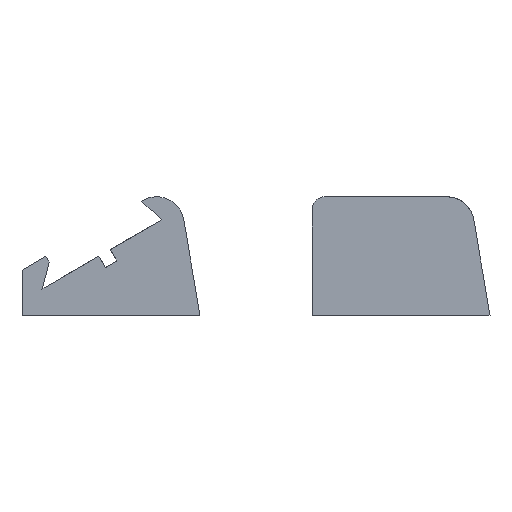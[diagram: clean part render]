
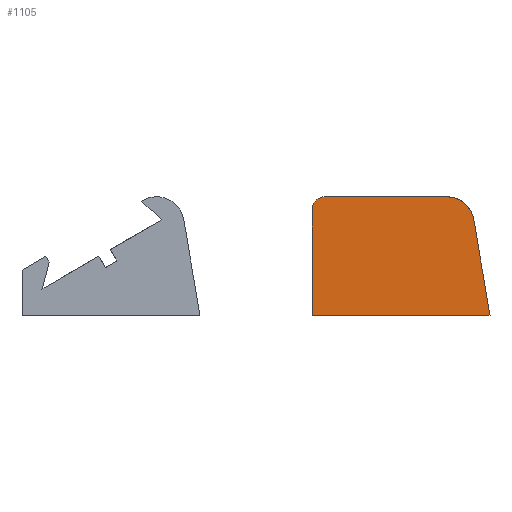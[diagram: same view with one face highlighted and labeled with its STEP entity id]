
A CAD part, front view. The second image highlights one B-rep face of the part: STEP entity #1105.
In plain terms, the highlighted planar face has unit normal (0, -1, 0).
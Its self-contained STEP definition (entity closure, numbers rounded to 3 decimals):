
#26=CIRCLE('',#1195,1.);
#28=CIRCLE('',#1200,2.1);
#70=FACE_OUTER_BOUND('',#129,.T.);
#129=EDGE_LOOP('',(#794,#795,#796,#797,#798,#799));
#214=LINE('',#1728,#324);
#218=LINE('',#1740,#328);
#219=LINE('',#1742,#329);
#220=LINE('',#1743,#330);
#324=VECTOR('',#1383,10.);
#328=VECTOR('',#1395,1.);
#329=VECTOR('',#1396,1.);
#330=VECTOR('',#1397,1.);
#469=VERTEX_POINT('',#1706);
#470=VERTEX_POINT('',#1708);
#477=VERTEX_POINT('',#1727);
#478=VERTEX_POINT('',#1731);
#481=VERTEX_POINT('',#1739);
#482=VERTEX_POINT('',#1741);
#591=EDGE_CURVE('',#469,#470,#26,.T.);
#601=EDGE_CURVE('',#477,#470,#214,.T.);
#603=EDGE_CURVE('',#477,#478,#28,.T.);
#607=EDGE_CURVE('',#481,#469,#218,.T.);
#608=EDGE_CURVE('',#482,#481,#219,.T.);
#609=EDGE_CURVE('',#478,#482,#220,.T.);
#794=ORIENTED_EDGE('',*,*,#591,.F.);
#795=ORIENTED_EDGE('',*,*,#607,.F.);
#796=ORIENTED_EDGE('',*,*,#608,.F.);
#797=ORIENTED_EDGE('',*,*,#609,.F.);
#798=ORIENTED_EDGE('',*,*,#603,.F.);
#799=ORIENTED_EDGE('',*,*,#601,.T.);
#1055=PLANE('',#1202);
#1105=ADVANCED_FACE('',(#70),#1055,.T.);
#1195=AXIS2_PLACEMENT_3D('',#1709,#1367,#1368);
#1200=AXIS2_PLACEMENT_3D('',#1732,#1387,#1388);
#1202=AXIS2_PLACEMENT_3D('',#1738,#1393,#1394);
#1367=DIRECTION('center_axis',(0.,1.,0.));
#1368=DIRECTION('ref_axis',(-0.707,0.,0.707));
#1383=DIRECTION('',(-1.,0.,0.));
#1387=DIRECTION('center_axis',(0.,1.,0.));
#1388=DIRECTION('ref_axis',(0.426,0.,0.905));
#1393=DIRECTION('center_axis',(0.,-1.,0.));
#1394=DIRECTION('ref_axis',(0.,0.,-1.));
#1395=DIRECTION('',(0.,0.,1.));
#1396=DIRECTION('',(-1.,0.,0.));
#1397=DIRECTION('',(0.167,0.,-0.986));
#1706=CARTESIAN_POINT('',(0.,-90.,7.985));
#1708=CARTESIAN_POINT('',(1.,-90.,8.985));
#1709=CARTESIAN_POINT('Origin',(1.,-90.,7.985));
#1727=CARTESIAN_POINT('',(10.202,-90.,8.985));
#1728=CARTESIAN_POINT('',(10.202,-90.,8.985));
#1731=CARTESIAN_POINT('',(12.273,-90.,7.236));
#1732=CARTESIAN_POINT('Origin',(10.202,-90.,6.885));
#1738=CARTESIAN_POINT('Origin',(5.979,-90.,4.831));
#1739=CARTESIAN_POINT('',(0.,-90.,0.));
#1740=CARTESIAN_POINT('',(0.,-90.,3.27));
#1741=CARTESIAN_POINT('',(13.5,-90.,0.));
#1742=CARTESIAN_POINT('',(6.365,-90.,0.));
#1743=CARTESIAN_POINT('',(12.563,-90.,5.521));
